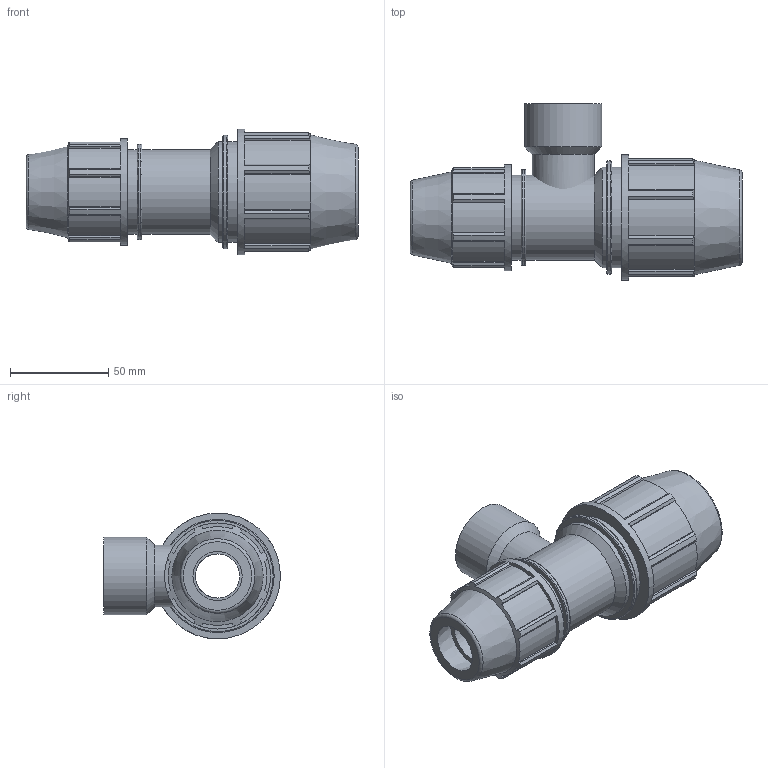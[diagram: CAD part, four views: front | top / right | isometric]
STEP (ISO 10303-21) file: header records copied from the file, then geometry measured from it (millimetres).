
FILE_DESCRIPTION(/* description */ ('PLASSON REDUCING TEE FEMALE 32-1"-25'),/* implementation_level */ '2;1');
FILE_NAME(/* name */ '0714S0032025_1814S0032025_0714S60320250A.ipt.stp',/* time_stamp */ '2017-06-08T04:07:50+03:00',/* author */ ('KIM'),/* organization */ (''),/* preprocessor_version */ 'ST-DEVELOPER v15.6',/* originating_system */ 'Autodesk Inventor 2015',/* authorisation */ '');
FILE_SCHEMA (('AUTOMOTIVE_DESIGN { 1 0 10303 214 3 1 1 }'));
Length unit declared in the file: millimetre
Products named in the file (1): 0714S0032025_1814S0032025_0714S60320250A
Bounding box: 169 x 90 x 64 mm (x, y, z)
Volume: 259735.3 mm3; surface area: 61928.3 mm2
Topology: 2 solids, 2 shells, 146 faces, 387 edges, 253 vertices
Faces by surface type: plane 96, cylinder 34, cone 10, torus 6
Full cylindrical faces by diameter (mm): 22.5 x3, 25 x1, 30.291 x1, 31.587 x1, 32 x1, 39.378 x1, 43.2 x2, 48.6 x1, 51.2 x2, 54 x1, 57.6 x1, 64 x1
Entity records: 4497 total; most frequent: CARTESIAN_POINT 888, DIRECTION 714, ORIENTED_EDGE 686, EDGE_CURVE 343, AXIS2_PLACEMENT_3D 259, VERTEX_POINT 243, LINE 196, VECTOR 196
